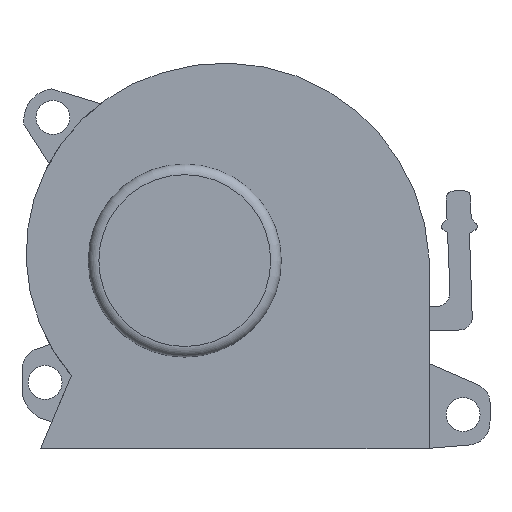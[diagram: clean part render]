
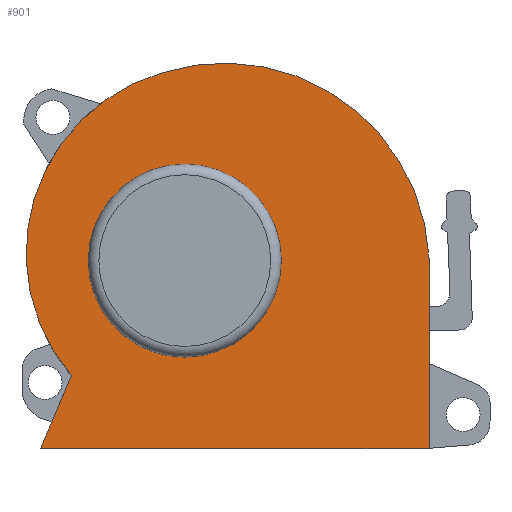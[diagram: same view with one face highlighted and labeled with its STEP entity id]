
A CAD part, front view. The second image highlights one B-rep face of the part: STEP entity #901.
In plain terms, the highlighted planar face has unit normal (0, -1, 0).
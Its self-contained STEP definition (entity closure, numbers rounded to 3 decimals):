
#16=FACE_BOUND('',#339,.T.);
#49=PLANE('',#995);
#131=LINE('',#1551,#221);
#136=LINE('',#1559,#226);
#142=LINE('',#1570,#232);
#143=LINE('',#1572,#233);
#221=VECTOR('',#1213,1000.);
#226=VECTOR('',#1220,1000.);
#232=VECTOR('',#1228,1000.);
#233=VECTOR('',#1231,1000.);
#290=FACE_OUTER_BOUND('',#338,.T.);
#338=EDGE_LOOP('',(#779,#780,#781,#782,#783,#784));
#339=EDGE_LOOP('',(#785));
#359=CIRCLE('',#931,9.096);
#383=CIRCLE('',#983,19.316);
#387=CIRCLE('',#988,17.699);
#393=VERTEX_POINT('',#1267);
#462=VERTEX_POINT('',#1528);
#463=VERTEX_POINT('',#1530);
#467=VERTEX_POINT('',#1541);
#469=VERTEX_POINT('',#1549);
#471=VERTEX_POINT('',#1557);
#475=VERTEX_POINT('',#1568);
#480=EDGE_CURVE('',#393,#393,#359,.T.);
#575=EDGE_CURVE('',#463,#462,#383,.T.);
#582=EDGE_CURVE('',#462,#467,#387,.T.);
#587=EDGE_CURVE('',#469,#467,#131,.T.);
#592=EDGE_CURVE('',#471,#469,#136,.T.);
#598=EDGE_CURVE('',#471,#475,#142,.T.);
#599=EDGE_CURVE('',#463,#475,#143,.T.);
#779=ORIENTED_EDGE('',*,*,#598,.T.);
#780=ORIENTED_EDGE('',*,*,#599,.F.);
#781=ORIENTED_EDGE('',*,*,#575,.T.);
#782=ORIENTED_EDGE('',*,*,#582,.T.);
#783=ORIENTED_EDGE('',*,*,#587,.F.);
#784=ORIENTED_EDGE('',*,*,#592,.F.);
#785=ORIENTED_EDGE('',*,*,#480,.F.);
#901=ADVANCED_FACE('',(#290,#16),#49,.T.);
#931=AXIS2_PLACEMENT_3D('',#1268,#1019,#1020);
#983=AXIS2_PLACEMENT_3D('',#1531,#1190,#1191);
#988=AXIS2_PLACEMENT_3D('',#1543,#1203,#1204);
#995=AXIS2_PLACEMENT_3D('',#1578,#1237,#1238);
#1019=DIRECTION('center_axis',(0.,-1.,0.));
#1020=DIRECTION('ref_axis',(0.,0.,1.));
#1190=DIRECTION('center_axis',(0.,-1.,0.));
#1191=DIRECTION('ref_axis',(0.,0.,1.));
#1203=DIRECTION('center_axis',(0.,-1.,0.));
#1204=DIRECTION('ref_axis',(0.,0.,1.));
#1213=DIRECTION('',(0.388,0.,0.922));
#1220=DIRECTION('',(-1.,0.,0.));
#1228=DIRECTION('',(0.997,0.,0.083));
#1231=DIRECTION('',(0.,0.,-1.));
#1237=DIRECTION('center_axis',(0.,-1.,0.));
#1238=DIRECTION('ref_axis',(0.,0.,1.));
#1267=CARTESIAN_POINT('',(-8.418,-2.,6.991));
#1268=CARTESIAN_POINT('Origin',(-8.418,-2.,-2.105));
#1528=CARTESIAN_POINT('',(-10.555,-2.,15.599));
#1530=CARTESIAN_POINT('',(14.607,-2.,-1.868));
#1531=CARTESIAN_POINT('Origin',(-4.687,-2.,-2.804));
#1541=CARTESIAN_POINT('',(-19.096,-2.,-12.943));
#1543=CARTESIAN_POINT('Origin',(-5.67,-2.,-1.412));
#1549=CARTESIAN_POINT('',(-22.002,-2.,-19.844));
#1551=CARTESIAN_POINT('',(-13.298,-2.,0.823));
#1557=CARTESIAN_POINT('',(13.943,-2.,-19.844));
#1559=CARTESIAN_POINT('',(-4.687,-2.,-19.844));
#1568=CARTESIAN_POINT('',(14.607,-2.,-19.789));
#1570=CARTESIAN_POINT('',(-3.159,-2.,-21.26));
#1572=CARTESIAN_POINT('',(14.607,-2.,-2.804));
#1578=CARTESIAN_POINT('Origin',(-4.687,-2.,-2.804));
